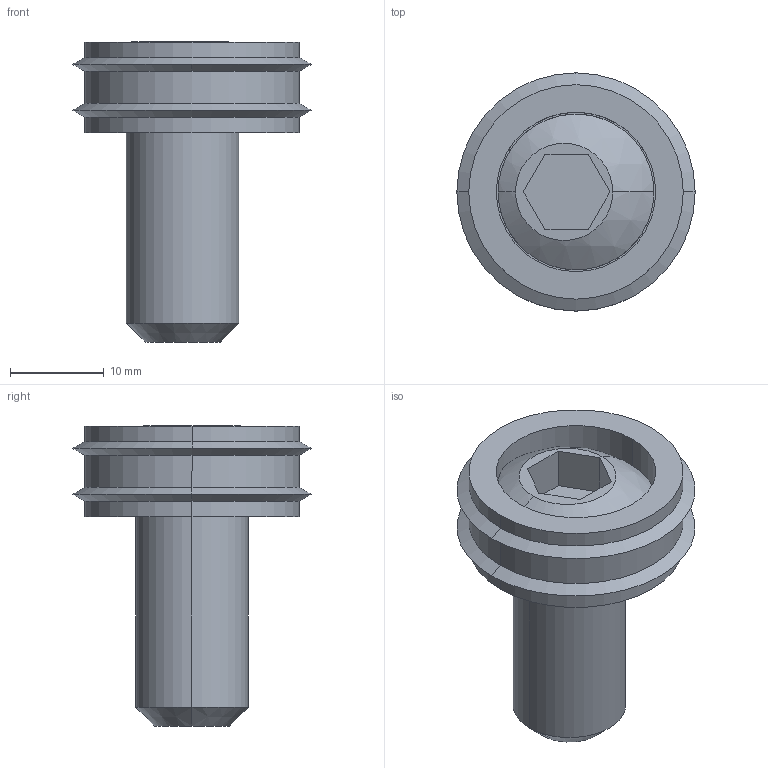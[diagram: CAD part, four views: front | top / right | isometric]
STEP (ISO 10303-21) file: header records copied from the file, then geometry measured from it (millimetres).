
FILE_DESCRIPTION (( 'STEP AP203' ), '1' );
FILE_NAME ('mbrfc12.STEP', '2021-10-26T02:39:29', ( '' ), ( '' ), 'SwSTEP 2.0', 'SolidWorks 2020', '' );
FILE_SCHEMA (( 'CONFIG_CONTROL_DESIGN' ));
Length unit declared in the file: millimetre
Products named in the file (3): mbrfc12_02; mbrfc12_01; mbrfc12
Assembly tree (2 placements, depth 2):
  mbrfc12
    mbrfc12_01
    mbrfc12_02
Bounding box: 25.4 x 25.4 x 32 mm (x, y, z)
Volume: 5882.6 mm3; surface area: 3603.1 mm2
Topology: 2 solids, 2 shells, 39 faces, 84 edges, 52 vertices
Faces by surface type: cylinder 14, plane 13, cone 10, sphere 2
Entity records: 1456 total; most frequent: CARTESIAN_POINT 269, DIRECTION 210, ORIENTED_EDGE 168, AXIS2_PLACEMENT_3D 84, EDGE_CURVE 84, VERTEX_POINT 52, EDGE_LOOP 44, VECTOR 42
